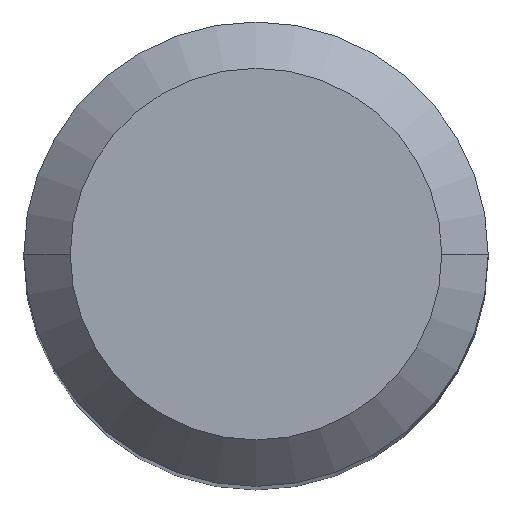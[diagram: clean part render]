
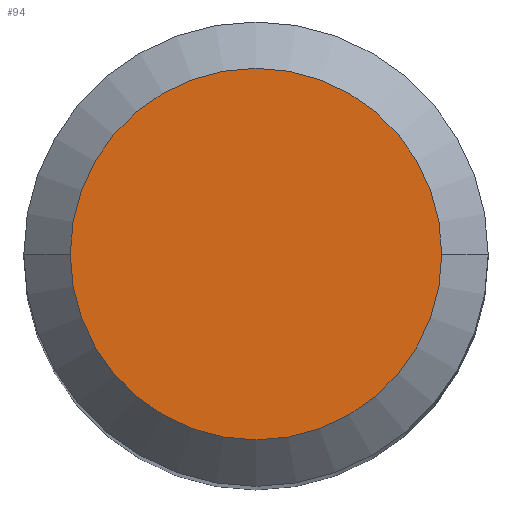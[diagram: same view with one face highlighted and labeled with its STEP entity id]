
A CAD part, top view. The second image highlights one B-rep face of the part: STEP entity #94.
In plain terms, the highlighted planar face has unit normal (0, 0, 1).
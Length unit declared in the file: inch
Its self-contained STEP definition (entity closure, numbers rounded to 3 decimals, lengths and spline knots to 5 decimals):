
#17 = CARTESIAN_POINT ( 'NONE',  ( 0.126, 0., 0. ) ) ;
#27 = FACE_OUTER_BOUND ( 'NONE', #150, .T. ) ;
#51 = VERTEX_POINT ( 'NONE', #434 ) ;
#94 = ADVANCED_FACE ( 'NONE', ( #27 ), #135, .F. ) ;
#98 = DIRECTION ( 'NONE',  ( 0., 0., -1. ) ) ;
#116 = ORIENTED_EDGE ( 'NONE', *, *, #215, .T. ) ;
#135 = PLANE ( 'NONE',  #465 ) ;
#150 = EDGE_LOOP ( 'NONE', ( #382, #116 ) ) ;
#153 = CIRCLE ( 'NONE', #330, 0.126 ) ;
#162 = CIRCLE ( 'NONE', #248, 0.126 ) ;
#180 = DIRECTION ( 'NONE',  ( 1., 0., 0. ) ) ;
#181 = CARTESIAN_POINT ( 'NONE',  ( 0., 0., 0. ) ) ;
#208 = DIRECTION ( 'NONE',  ( -1., 0., 0. ) ) ;
#215 = EDGE_CURVE ( 'NONE', #376, #51, #153, .T. ) ;
#231 = DIRECTION ( 'NONE',  ( 1., 0., 0. ) ) ;
#246 = DIRECTION ( 'NONE',  ( 0., 0., 1. ) ) ;
#248 = AXIS2_PLACEMENT_3D ( 'NONE', #181, #285, #231 ) ;
#285 = DIRECTION ( 'NONE',  ( 0., 0., 1. ) ) ;
#290 = EDGE_CURVE ( 'NONE', #51, #376, #162, .T. ) ;
#330 = AXIS2_PLACEMENT_3D ( 'NONE', #402, #246, #180 ) ;
#376 = VERTEX_POINT ( 'NONE', #17 ) ;
#382 = ORIENTED_EDGE ( 'NONE', *, *, #290, .T. ) ;
#402 = CARTESIAN_POINT ( 'NONE',  ( 0., 0., 0. ) ) ;
#434 = CARTESIAN_POINT ( 'NONE',  ( -0.126, 0., 0. ) ) ;
#439 = CARTESIAN_POINT ( 'NONE',  ( 0., 0., 0. ) ) ;
#465 = AXIS2_PLACEMENT_3D ( 'NONE', #439, #98, #208 ) ;
